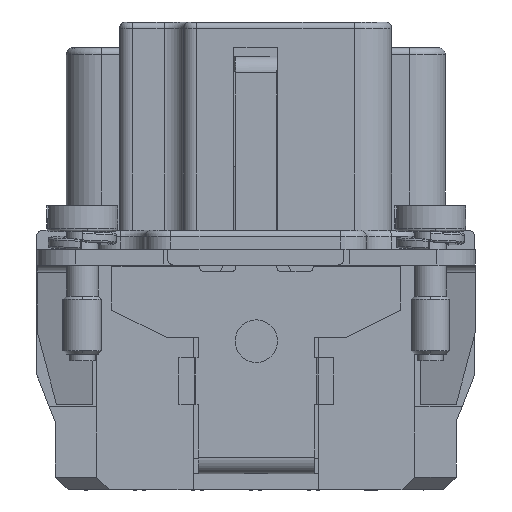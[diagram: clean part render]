
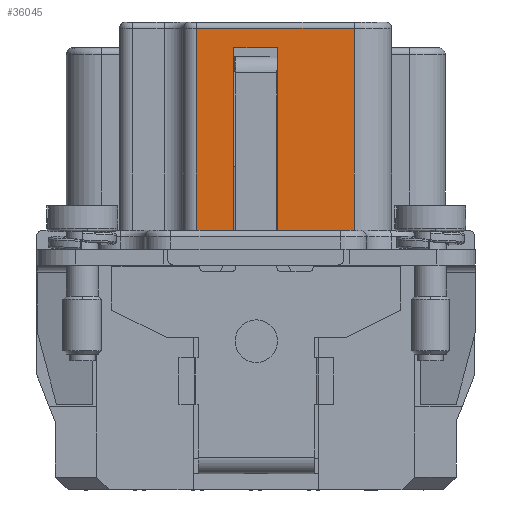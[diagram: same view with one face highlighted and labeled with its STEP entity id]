
A CAD part, left-side view. The second image highlights one B-rep face of the part: STEP entity #36045.
In plain terms, the highlighted planar face has unit normal (-1, 0, 0).
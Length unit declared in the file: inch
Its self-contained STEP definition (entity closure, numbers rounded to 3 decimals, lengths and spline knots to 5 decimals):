
#716 = ORIENTED_EDGE ( 'NONE', *, *, #43631, .T. ) ;
#871 = DIRECTION ( 'NONE',  ( 0., -1., 0. ) ) ;
#2042 = FACE_OUTER_BOUND ( 'NONE', #25608, .T. ) ;
#2091 = CARTESIAN_POINT ( 'NONE',  ( -4.48875, 1.70854, 0.9403 ) ) ;
#2338 = CARTESIAN_POINT ( 'NONE',  ( -4.48875, 0.85185, 0.95262 ) ) ;
#3224 = DIRECTION ( 'NONE',  ( 0., 0., 1. ) ) ;
#3814 = ORIENTED_EDGE ( 'NONE', *, *, #38422, .F. ) ;
#5762 = CARTESIAN_POINT ( 'NONE',  ( -4.48875, 1.46051, 0.9403 ) ) ;
#5886 = CARTESIAN_POINT ( 'NONE',  ( -4.48875, 1.59437, 0.9403 ) ) ;
#6609 = DIRECTION ( 'NONE',  ( 0., 1., 0. ) ) ;
#8610 = DIRECTION ( 'NONE',  ( 0., 0., 1. ) ) ;
#9898 = ORIENTED_EDGE ( 'NONE', *, *, #55291, .T. ) ;
#10008 = CARTESIAN_POINT ( 'NONE',  ( -4.48875, 1.46051, 1.50971 ) ) ;
#11027 = DIRECTION ( 'NONE',  ( -1., 0., 0. ) ) ;
#11028 = CARTESIAN_POINT ( 'NONE',  ( -4.48875, 1.46051, 0.95262 ) ) ;
#11084 = ORIENTED_EDGE ( 'NONE', *, *, #14509, .F. ) ;
#14509 = EDGE_CURVE ( 'NONE', #30686, #41883, #25783, .T. ) ;
#15178 = LINE ( 'NONE', #5886, #23458 ) ;
#18699 = VECTOR ( 'NONE', #51846, 39.37008 ) ;
#18880 = VERTEX_POINT ( 'NONE', #54558 ) ;
#19528 = LINE ( 'NONE', #5762, #20667 ) ;
#20304 = PLANE ( 'NONE',  #39718 ) ;
#20567 = CARTESIAN_POINT ( 'NONE',  ( -4.48875, 1.70854, 1.56876 ) ) ;
#20667 = VECTOR ( 'NONE', #33893, 39.37008 ) ;
#20727 = VECTOR ( 'NONE', #871, 39.37008 ) ;
#21778 = VERTEX_POINT ( 'NONE', #55953 ) ;
#21960 = ORIENTED_EDGE ( 'NONE', *, *, #22441, .T. ) ;
#22091 = LINE ( 'NONE', #48810, #22909 ) ;
#22441 = EDGE_CURVE ( 'NONE', #29626, #25330, #37756, .T. ) ;
#22909 = VECTOR ( 'NONE', #8610, 39.37008 ) ;
#23458 = VECTOR ( 'NONE', #24162, 39.37008 ) ;
#24162 = DIRECTION ( 'NONE',  ( 0., 0., 1. ) ) ;
#24531 = LINE ( 'NONE', #2338, #18699 ) ;
#25330 = VERTEX_POINT ( 'NONE', #20567 ) ;
#25608 = EDGE_LOOP ( 'NONE', ( #21960, #49641, #3814, #45730, #9898, #36419, #11084, #716 ) ) ;
#25783 = LINE ( 'NONE', #26664, #58865 ) ;
#26664 = CARTESIAN_POINT ( 'NONE',  ( -4.48875, 0.85185, 0.95262 ) ) ;
#26993 = CARTESIAN_POINT ( 'NONE',  ( -4.48875, 1.22626, 1.56876 ) ) ;
#28872 = CARTESIAN_POINT ( 'NONE',  ( -4.48875, 1.22626, 0.95262 ) ) ;
#29626 = VERTEX_POINT ( 'NONE', #26993 ) ;
#30307 = CARTESIAN_POINT ( 'NONE',  ( -4.48875, 1.59437, 0.95262 ) ) ;
#30686 = VERTEX_POINT ( 'NONE', #28872 ) ;
#32749 = VERTEX_POINT ( 'NONE', #10008 ) ;
#33568 = CARTESIAN_POINT ( 'NONE',  ( -4.48875, 1.71819, 1.56876 ) ) ;
#33893 = DIRECTION ( 'NONE',  ( 0., 0., -1. ) ) ;
#34159 = DIRECTION ( 'NONE',  ( 0., 0., -1. ) ) ;
#36045 = ADVANCED_FACE ( 'NONE', ( #2042 ), #20304, .T. ) ;
#36419 = ORIENTED_EDGE ( 'NONE', *, *, #39285, .T. ) ;
#37640 = EDGE_CURVE ( 'NONE', #51822, #21778, #15178, .T. ) ;
#37756 = LINE ( 'NONE', #33568, #45445 ) ;
#38422 = EDGE_CURVE ( 'NONE', #51822, #18880, #24531, .T. ) ;
#39285 = EDGE_CURVE ( 'NONE', #32749, #41883, #19528, .T. ) ;
#39718 = AXIS2_PLACEMENT_3D ( 'NONE', #47934, #11027, #3224 ) ;
#41883 = VERTEX_POINT ( 'NONE', #11028 ) ;
#41934 = CARTESIAN_POINT ( 'NONE',  ( -4.48875, 1.71819, 1.50971 ) ) ;
#42088 = VECTOR ( 'NONE', #34159, 39.37008 ) ;
#43251 = EDGE_CURVE ( 'NONE', #25330, #18880, #52787, .T. ) ;
#43631 = EDGE_CURVE ( 'NONE', #30686, #29626, #22091, .T. ) ;
#44954 = DIRECTION ( 'NONE',  ( 0., 1., 0. ) ) ;
#45445 = VECTOR ( 'NONE', #6609, 39.37008 ) ;
#45547 = LINE ( 'NONE', #41934, #20727 ) ;
#45730 = ORIENTED_EDGE ( 'NONE', *, *, #37640, .T. ) ;
#47934 = CARTESIAN_POINT ( 'NONE',  ( -4.48875, 1.71819, 0.9403 ) ) ;
#48810 = CARTESIAN_POINT ( 'NONE',  ( -4.48875, 1.22626, 0.9403 ) ) ;
#49641 = ORIENTED_EDGE ( 'NONE', *, *, #43251, .T. ) ;
#51822 = VERTEX_POINT ( 'NONE', #30307 ) ;
#51846 = DIRECTION ( 'NONE',  ( 0., 1., 0. ) ) ;
#52787 = LINE ( 'NONE', #2091, #42088 ) ;
#54558 = CARTESIAN_POINT ( 'NONE',  ( -4.48875, 1.70854, 0.95262 ) ) ;
#55291 = EDGE_CURVE ( 'NONE', #21778, #32749, #45547, .T. ) ;
#55953 = CARTESIAN_POINT ( 'NONE',  ( -4.48875, 1.59437, 1.50971 ) ) ;
#58865 = VECTOR ( 'NONE', #44954, 39.37008 ) ;
